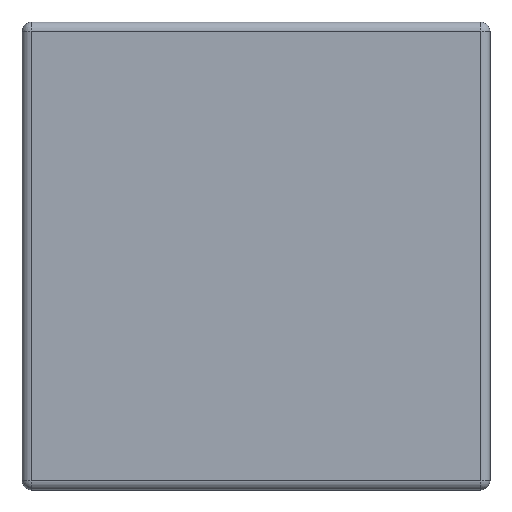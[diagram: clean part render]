
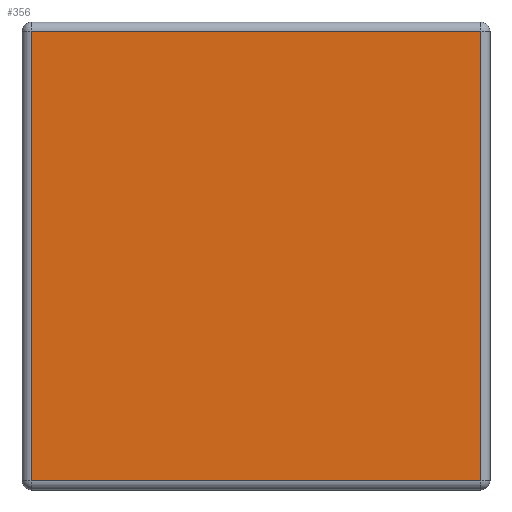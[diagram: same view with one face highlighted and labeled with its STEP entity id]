
A CAD part, front view. The second image highlights one B-rep face of the part: STEP entity #356.
In plain terms, the highlighted planar face has unit normal (0, -1, 0).
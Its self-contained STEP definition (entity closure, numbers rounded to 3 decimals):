
#18=PLANE('',#420);
#23=LINE('',#582,#47);
#30=LINE('',#613,#54);
#32=LINE('',#616,#56);
#43=LINE('',#640,#67);
#47=VECTOR('',#463,10.);
#54=VECTOR('',#500,10.);
#56=VECTOR('',#504,10.);
#67=VECTOR('',#535,10.);
#104=FACE_OUTER_BOUND('',#130,.T.);
#130=EDGE_LOOP('',(#313,#314,#315,#316));
#157=VERTEX_POINT('',#551);
#164=VERTEX_POINT('',#569);
#166=VERTEX_POINT('',#575);
#177=VERTEX_POINT('',#608);
#195=EDGE_CURVE('',#166,#157,#23,.T.);
#211=EDGE_CURVE('',#164,#177,#30,.T.);
#213=EDGE_CURVE('',#177,#166,#32,.T.);
#227=EDGE_CURVE('',#157,#164,#43,.T.);
#313=ORIENTED_EDGE('',*,*,#211,.F.);
#314=ORIENTED_EDGE('',*,*,#227,.F.);
#315=ORIENTED_EDGE('',*,*,#195,.F.);
#316=ORIENTED_EDGE('',*,*,#213,.F.);
#356=ADVANCED_FACE('',(#104),#18,.T.);
#420=AXIS2_PLACEMENT_3D('',#645,#543,#544);
#463=DIRECTION('',(0.,0.,-1.));
#500=DIRECTION('',(0.,0.,1.));
#504=DIRECTION('',(1.,0.,0.));
#535=DIRECTION('',(-1.,0.,0.));
#543=DIRECTION('center_axis',(0.,-1.,0.));
#544=DIRECTION('ref_axis',(1.,0.,0.));
#551=CARTESIAN_POINT('',(49.,0.,1.));
#569=CARTESIAN_POINT('',(1.,0.,1.));
#575=CARTESIAN_POINT('',(49.,0.,49.));
#582=CARTESIAN_POINT('',(49.,0.,0.));
#608=CARTESIAN_POINT('',(1.,0.,49.));
#613=CARTESIAN_POINT('',(1.,0.,0.));
#616=CARTESIAN_POINT('',(12.5,0.,49.));
#640=CARTESIAN_POINT('',(12.5,0.,1.));
#645=CARTESIAN_POINT('Origin',(0.,0.,0.));
